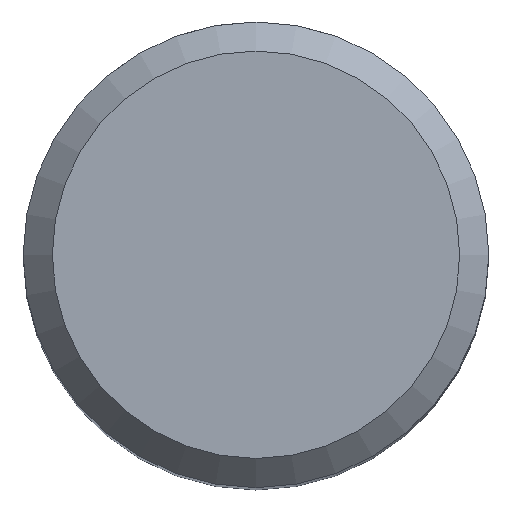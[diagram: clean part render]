
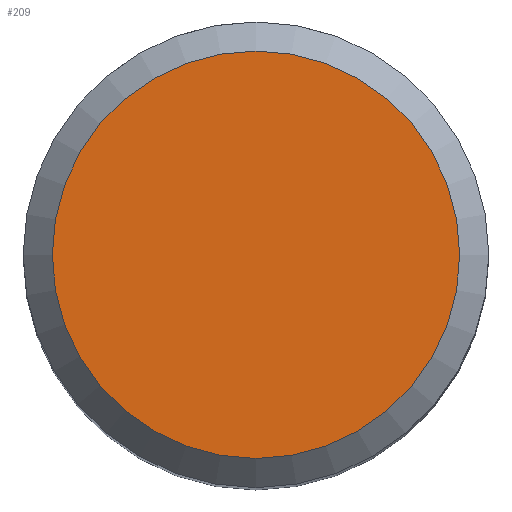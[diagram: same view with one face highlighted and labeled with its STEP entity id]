
A CAD part, top view. The second image highlights one B-rep face of the part: STEP entity #209.
In plain terms, the highlighted planar face has unit normal (0, 0, 1).
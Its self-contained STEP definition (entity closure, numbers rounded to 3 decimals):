
#98=PLANE('',#333);
#103=FACE_OUTER_BOUND('',#124,.T.);
#124=EDGE_LOOP('',(#146));
#146=ORIENTED_EDGE('',*,*,#170,.F.);
#170=EDGE_CURVE('',#243,#243,#185,.T.);
#185=CIRCLE('',#332,6.997);
#209=ADVANCED_FACE('CU_SU3',(#103),#98,.F.);
#243=VERTEX_POINT('',#4791);
#332=AXIS2_PLACEMENT_3D('',#4790,#385,#386);
#333=AXIS2_PLACEMENT_3D('',#4792,#387,#388);
#385=DIRECTION('',(0.,0.,-1.));
#386=DIRECTION('',(-1.,0.,0.));
#387=DIRECTION('',(0.,0.,-1.));
#388=DIRECTION('',(-1.,0.,0.));
#4790=CARTESIAN_POINT('',(0.,0.,0.));
#4791=CARTESIAN_POINT('',(-6.997,0.,0.));
#4792=CARTESIAN_POINT('',(0.,0.,0.));
